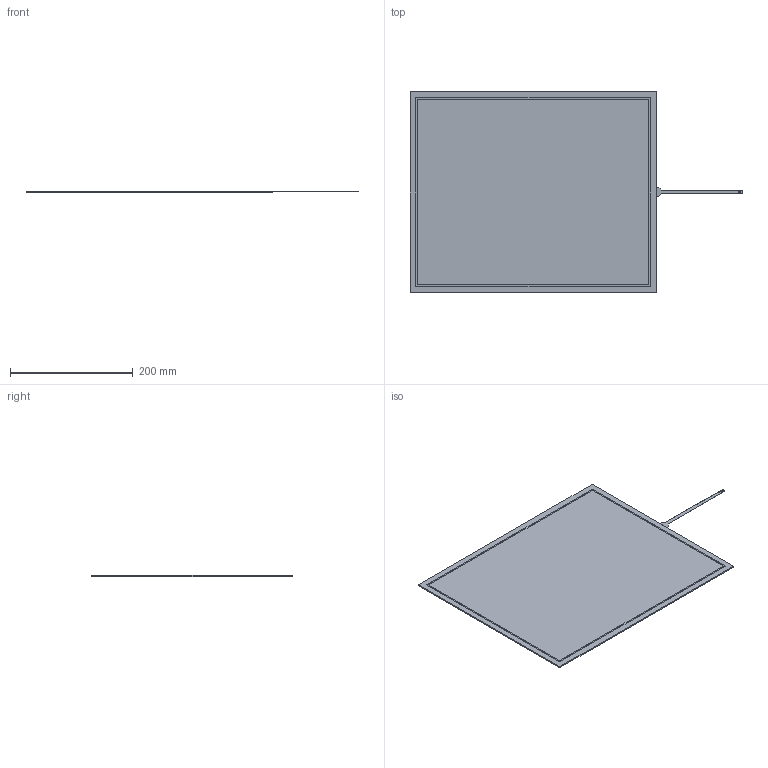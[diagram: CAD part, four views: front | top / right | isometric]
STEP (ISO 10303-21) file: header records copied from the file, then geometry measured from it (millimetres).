
FILE_DESCRIPTION(/* description */ (''),/* implementation_level */ '2;1');
FILE_NAME(/* name */ 'AST-190A140A.stp',/* time_stamp */ '2023-08-08T17:43:09+09:00',/* author */ ('n-hirata'),/* organization */ (''),/* preprocessor_version */ 'ST-DEVELOPER v18.1',/* originating_system */ 'Autodesk Inventor 2020',/* authorisation */ '');
FILE_SCHEMA (('CONFIG_CONTROL_DESIGN'));
Length unit declared in the file: millimetre
Products named in the file (1): AST-190A140A
Bounding box: 540.6 x 326.4 x 2.1 mm (x, y, z)
Volume: 274381.5 mm3; surface area: 266762.9 mm2
Topology: 1 solids, 1 shells, 48 faces, 143 edges, 114 vertices
Faces by surface type: plane 45, cylinder 3
Entity records: 1593 total; most frequent: CARTESIAN_POINT 292, ORIENTED_EDGE 258, DIRECTION 233, EDGE_CURVE 129, LINE 123, VECTOR 123, VERTEX_POINT 86, AXIS2_PLACEMENT_3D 55
